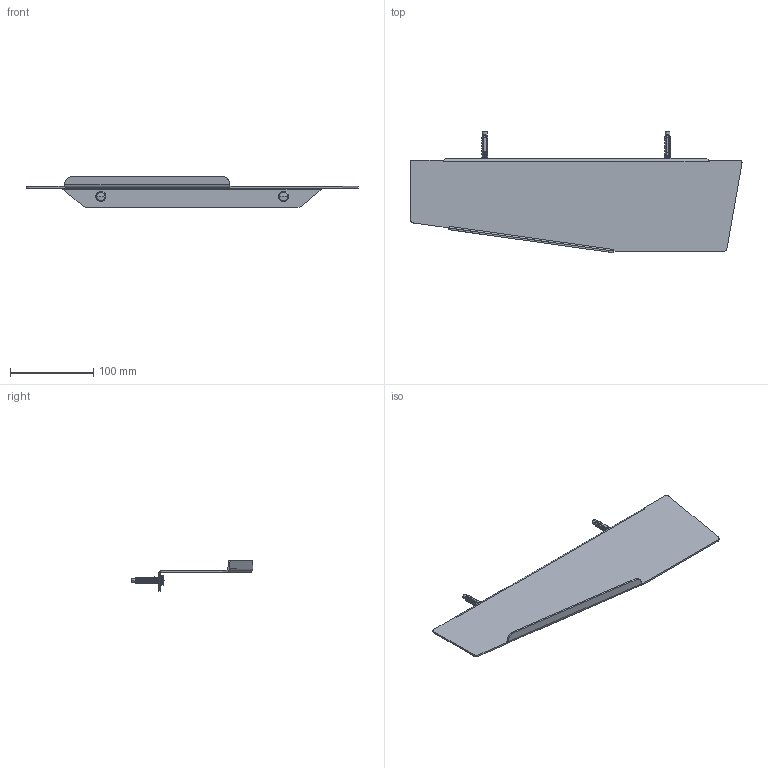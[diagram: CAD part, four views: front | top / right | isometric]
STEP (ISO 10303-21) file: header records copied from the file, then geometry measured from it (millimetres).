
FILE_DESCRIPTION((''),'2;1');
FILE_NAME('67003_ASM','2021-05-12T16:59:36',('Administrator'),(''),'CREO PARAMETRIC BY PTC INC, 2018100','CREO PARAMETRIC BY PTC INC, 2018100','');
FILE_SCHEMA(('CONFIG_CONTROL_DESIGN'));
Length unit declared in the file: millimetre
Products named in the file (8): P675320; GG0015_1; GG0014_1; YCG0430_3; YJL0631_3; YPJBT01_ASM_6_ASM; YPJBP02_AF2_ASM_6_ASM; 67003_ASM
Assembly tree (8 placements, depth 4):
  67003_ASM
    P675320
    YPJBP02_AF2_ASM_6_ASM  x2
      GG0015_1
      GG0014_1
      YPJBT01_ASM_6_ASM
        YCG0430_3
        YJL0631_3
Bounding box: 399.42 x 146.24 x 36.5 mm (x, y, z)
Volume: 97782 mm3; surface area: 103823.6 mm2
Topology: 9 solids, 9 shells, 594 faces, 1784 edges, 1206 vertices
Faces by surface type: plane 261, cylinder 135, torus 74, cone 56, bspline 56, sphere 8, extrusion 4
Entity records: 16214 total; most frequent: CARTESIAN_POINT 7732, ORIENTED_EDGE 1882, DIRECTION 1609, EDGE_CURVE 941, VERTEX_POINT 641, AXIS2_PLACEMENT_3D 616, VECTOR 377, LINE 375
